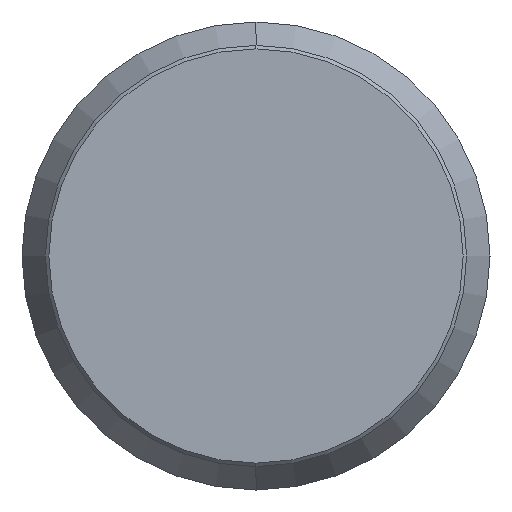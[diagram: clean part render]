
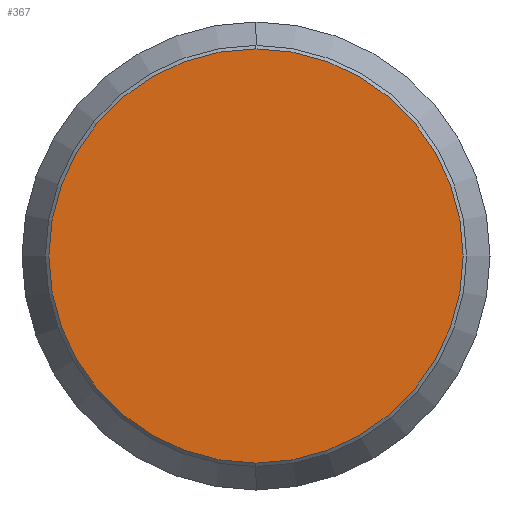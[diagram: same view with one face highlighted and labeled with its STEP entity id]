
A CAD part, left-side view. The second image highlights one B-rep face of the part: STEP entity #367.
In plain terms, the highlighted planar face has unit normal (-1, 0, 0).
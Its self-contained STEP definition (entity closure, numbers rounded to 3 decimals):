
#50 = VERTEX_POINT ( 'NONE', #80 ) ;
#62 = DIRECTION ( 'NONE',  ( 0., 0., 1. ) ) ;
#80 = CARTESIAN_POINT ( 'NONE',  ( 0., 0., -17.7 ) ) ;
#102 = EDGE_CURVE ( 'NONE', #150, #50, #287, .T. ) ;
#123 = ORIENTED_EDGE ( 'NONE', *, *, #102, .T. ) ;
#145 = CARTESIAN_POINT ( 'NONE',  ( 0., 0., 0. ) ) ;
#150 = VERTEX_POINT ( 'NONE', #392 ) ;
#165 = DIRECTION ( 'NONE',  ( 0., 0., 1. ) ) ;
#198 = EDGE_LOOP ( 'NONE', ( #350, #123 ) ) ;
#208 = CARTESIAN_POINT ( 'NONE',  ( 0., 0., 0. ) ) ;
#278 = AXIS2_PLACEMENT_3D ( 'NONE', #208, #469, #165 ) ;
#280 = EDGE_CURVE ( 'NONE', #50, #150, #292, .T. ) ;
#287 = CIRCLE ( 'NONE', #278, 17.7 ) ;
#291 = DIRECTION ( 'NONE',  ( 0., 0., -1. ) ) ;
#292 = CIRCLE ( 'NONE', #468, 17.7 ) ;
#350 = ORIENTED_EDGE ( 'NONE', *, *, #280, .T. ) ;
#367 = ADVANCED_FACE ( 'NONE', ( #373 ), #376, .F. ) ;
#370 = AXIS2_PLACEMENT_3D ( 'NONE', #145, #417, #291 ) ;
#373 = FACE_OUTER_BOUND ( 'NONE', #198, .T. ) ;
#376 = PLANE ( 'NONE',  #370 ) ;
#392 = CARTESIAN_POINT ( 'NONE',  ( 0., 0., 17.7 ) ) ;
#397 = DIRECTION ( 'NONE',  ( -1., 0., 0. ) ) ;
#417 = DIRECTION ( 'NONE',  ( 1., 0., 0. ) ) ;
#468 = AXIS2_PLACEMENT_3D ( 'NONE', #473, #397, #62 ) ;
#469 = DIRECTION ( 'NONE',  ( -1., 0., 0. ) ) ;
#473 = CARTESIAN_POINT ( 'NONE',  ( 0., 0., 0. ) ) ;
